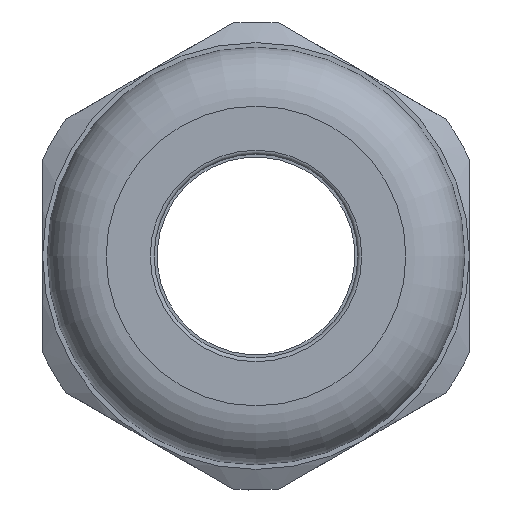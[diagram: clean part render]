
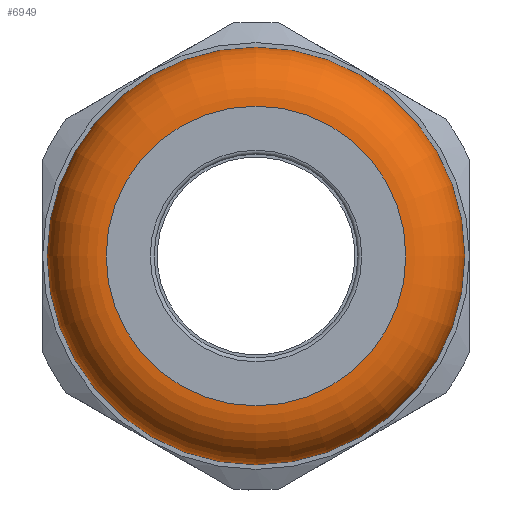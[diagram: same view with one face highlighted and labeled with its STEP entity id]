
A CAD part, left-side view. The second image highlights one B-rep face of the part: STEP entity #6949.
In plain terms, the highlighted toroidal (fillet/blend) face has major radius 7.725 mm and minor radius 3.04 mm.
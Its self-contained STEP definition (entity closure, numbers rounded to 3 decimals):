
#1388=FACE_BOUND('',#2277,.T.);
#1814=FACE_OUTER_BOUND('',#2276,.T.);
#2276=EDGE_LOOP('',(#6469));
#2277=EDGE_LOOP('',(#6470));
#2737=CIRCLE('',#7836,7.725);
#2764=CIRCLE('',#7891,10.765);
#3364=VERTEX_POINT('',#16215);
#3403=VERTEX_POINT('',#16393);
#4365=EDGE_CURVE('',#3364,#3364,#2737,.T.);
#4428=EDGE_CURVE('',#3403,#3403,#2764,.T.);
#6469=ORIENTED_EDGE('',*,*,#4428,.F.);
#6470=ORIENTED_EDGE('',*,*,#4365,.T.);
#6526=TOROIDAL_SURFACE('',#7890,7.725,3.04);
#6949=ADVANCED_FACE('',(#1814,#1388),#6526,.T.);
#7836=AXIS2_PLACEMENT_3D('',#16216,#9910,#9911);
#7890=AXIS2_PLACEMENT_3D('',#16392,#10030,#10031);
#7891=AXIS2_PLACEMENT_3D('',#16394,#10032,#10033);
#9910=DIRECTION('center_axis',(1.,0.,0.));
#9911=DIRECTION('ref_axis',(0.,0.,-1.));
#10030=DIRECTION('center_axis',(1.,0.,0.));
#10031=DIRECTION('ref_axis',(0.,0.,-1.));
#10032=DIRECTION('center_axis',(1.,0.,0.));
#10033=DIRECTION('ref_axis',(0.,0.,-1.));
#16215=CARTESIAN_POINT('',(-16.11,7.725,0.));
#16216=CARTESIAN_POINT('Origin',(-16.11,0.,0.));
#16392=CARTESIAN_POINT('Origin',(-13.07,0.,0.));
#16393=CARTESIAN_POINT('',(-13.07,10.765,0.));
#16394=CARTESIAN_POINT('Origin',(-13.07,0.,0.));
